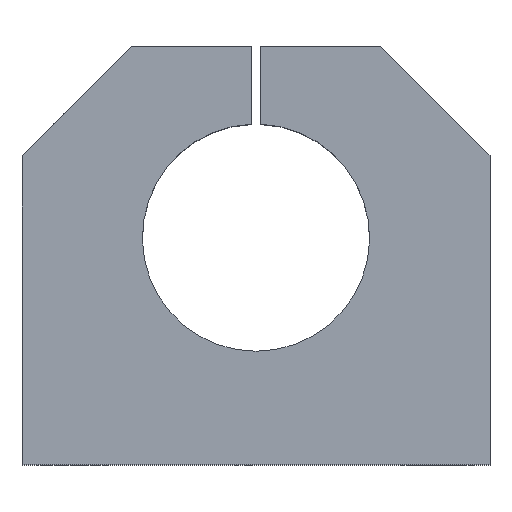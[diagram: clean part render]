
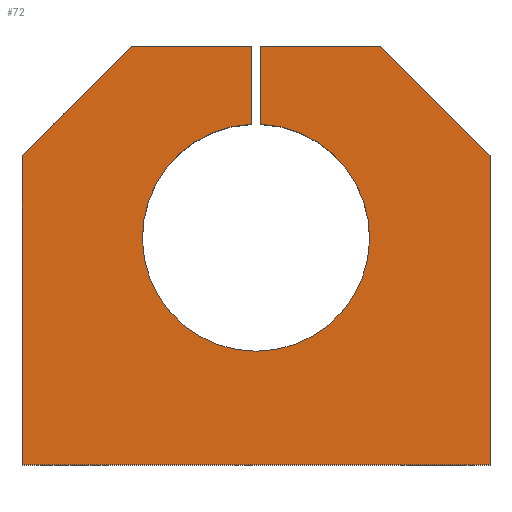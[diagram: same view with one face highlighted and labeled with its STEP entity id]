
A CAD part, top view. The second image highlights one B-rep face of the part: STEP entity #72.
In plain terms, the highlighted planar face has unit normal (0, 0, 1).
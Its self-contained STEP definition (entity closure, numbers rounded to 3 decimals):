
#72 = ADVANCED_FACE( '', ( #158 ), #159, .T. );
#158 = FACE_OUTER_BOUND( '', #256, .T. );
#159 = PLANE( '', #257 );
#256 = EDGE_LOOP( '', ( #396, #397, #398, #399, #400, #401, #402, #403, #404, #405 ) );
#257 = AXIS2_PLACEMENT_3D( '', #406, #407, #408 );
#396 = ORIENTED_EDGE( '', *, *, #501, .T. );
#397 = ORIENTED_EDGE( '', *, *, #537, .T. );
#398 = ORIENTED_EDGE( '', *, *, #538, .T. );
#399 = ORIENTED_EDGE( '', *, *, #539, .T. );
#400 = ORIENTED_EDGE( '', *, *, #540, .T. );
#401 = ORIENTED_EDGE( '', *, *, #511, .T. );
#402 = ORIENTED_EDGE( '', *, *, #527, .F. );
#403 = ORIENTED_EDGE( '', *, *, #541, .T. );
#404 = ORIENTED_EDGE( '', *, *, #520, .T. );
#405 = ORIENTED_EDGE( '', *, *, #495, .T. );
#406 = CARTESIAN_POINT( '', ( 0., 50., 50. ) );
#407 = DIRECTION( '', ( 0., 0., 1. ) );
#408 = DIRECTION( '', ( 1., 0., 0. ) );
#495 = EDGE_CURVE( '', #569, #567, #570, .T. );
#501 = EDGE_CURVE( '', #567, #577, #579, .T. );
#511 = EDGE_CURVE( '', #596, #594, #597, .T. );
#520 = EDGE_CURVE( '', #610, #569, #611, .T. );
#527 = EDGE_CURVE( '', #619, #594, #621, .T. );
#537 = EDGE_CURVE( '', #577, #635, #636, .T. );
#538 = EDGE_CURVE( '', #635, #637, #638, .T. );
#539 = EDGE_CURVE( '', #637, #639, #640, .T. );
#540 = EDGE_CURVE( '', #639, #596, #641, .T. );
#541 = EDGE_CURVE( '', #619, #610, #642, .T. );
#567 = VERTEX_POINT( '', #675 );
#569 = VERTEX_POINT( '', #678 );
#570 = LINE( '', #679, #680 );
#577 = VERTEX_POINT( '', #689 );
#579 = LINE( '', #692, #693 );
#594 = VERTEX_POINT( '', #770 );
#596 = VERTEX_POINT( '', #773 );
#597 = LINE( '', #774, #775 );
#610 = VERTEX_POINT( '', #790 );
#611 = LINE( '', #791, #792 );
#619 = VERTEX_POINT( '', #801 );
#621 = CIRCLE( '', #804, 25. );
#635 = VERTEX_POINT( '', #823 );
#636 = LINE( '', #824, #825 );
#637 = VERTEX_POINT( '', #826 );
#638 = LINE( '', #827, #828 );
#639 = VERTEX_POINT( '', #829 );
#640 = LINE( '', #830, #831 );
#641 = LINE( '', #832, #833 );
#642 = LINE( '', #834, #835 );
#675 = CARTESIAN_POINT( '', ( -51.5, 68., 50. ) );
#678 = CARTESIAN_POINT( '', ( -27.5, 92., 50. ) );
#679 = CARTESIAN_POINT( '', ( -27.5, 92., 50. ) );
#680 = VECTOR( '', #933, 1000. );
#689 = CARTESIAN_POINT( '', ( -51.5, 0., 50. ) );
#692 = CARTESIAN_POINT( '', ( -51.5, 68., 50. ) );
#693 = VECTOR( '', #940, 1000. );
#770 = CARTESIAN_POINT( '', ( 1., 74.98, 50. ) );
#773 = CARTESIAN_POINT( '', ( 1., 92., 50. ) );
#774 = CARTESIAN_POINT( '', ( 1., 92., 50. ) );
#775 = VECTOR( '', #952, 1000. );
#790 = CARTESIAN_POINT( '', ( -1., 92., 50. ) );
#791 = CARTESIAN_POINT( '', ( -1., 92., 50. ) );
#792 = VECTOR( '', #964, 1000. );
#801 = CARTESIAN_POINT( '', ( -1., 74.98, 50. ) );
#804 = AXIS2_PLACEMENT_3D( '', #973, #974, #975 );
#823 = CARTESIAN_POINT( '', ( 51.5, 0., 50. ) );
#824 = CARTESIAN_POINT( '', ( -51.5, 0., 50. ) );
#825 = VECTOR( '', #984, 1000. );
#826 = CARTESIAN_POINT( '', ( 51.5, 68., 50. ) );
#827 = CARTESIAN_POINT( '', ( 51.5, 0., 50. ) );
#828 = VECTOR( '', #985, 1000. );
#829 = CARTESIAN_POINT( '', ( 27.5, 92., 50. ) );
#830 = CARTESIAN_POINT( '', ( 51.5, 68., 50. ) );
#831 = VECTOR( '', #986, 1000. );
#832 = CARTESIAN_POINT( '', ( 27.5, 92., 50. ) );
#833 = VECTOR( '', #987, 1000. );
#834 = CARTESIAN_POINT( '', ( -1., 74.98, 50. ) );
#835 = VECTOR( '', #988, 1000. );
#933 = DIRECTION( '', ( -0.707, -0.707, 0. ) );
#940 = DIRECTION( '', ( 0., -1., 0. ) );
#952 = DIRECTION( '', ( 0., -1., 0. ) );
#964 = DIRECTION( '', ( -1., 0., 0. ) );
#973 = CARTESIAN_POINT( '', ( 0., 50., 50. ) );
#974 = DIRECTION( '', ( 0., 0., 1. ) );
#975 = DIRECTION( '', ( 1., 0., 0. ) );
#984 = DIRECTION( '', ( 1., 0., 0. ) );
#985 = DIRECTION( '', ( 0., 1., 0. ) );
#986 = DIRECTION( '', ( -0.707, 0.707, 0. ) );
#987 = DIRECTION( '', ( -1., 0., 0. ) );
#988 = DIRECTION( '', ( 0., 1., 0. ) );
